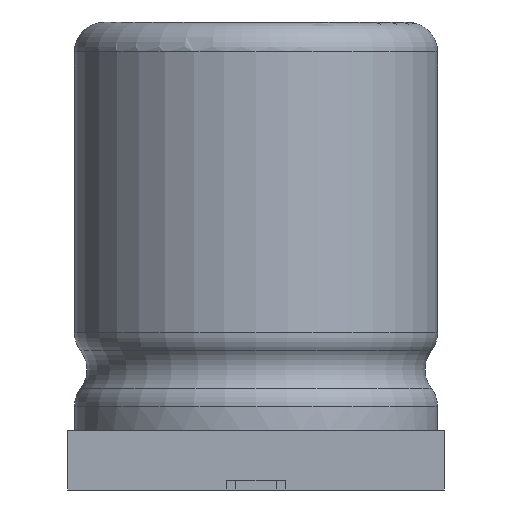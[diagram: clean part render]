
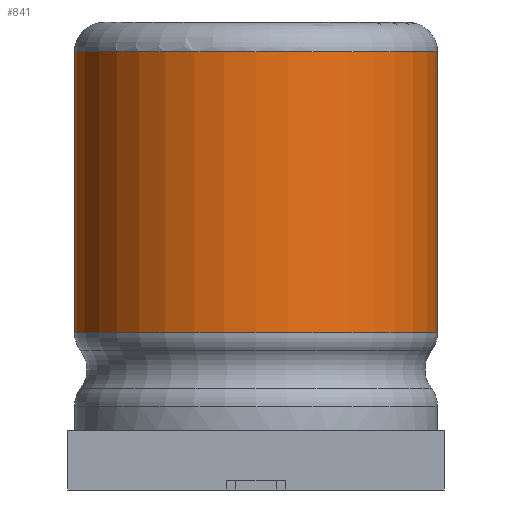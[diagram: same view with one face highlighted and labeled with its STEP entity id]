
A CAD part, front view. The second image highlights one B-rep face of the part: STEP entity #841.
In plain terms, the highlighted cylindrical face has radius 4 mm (diameter 8 mm), a full revolution.
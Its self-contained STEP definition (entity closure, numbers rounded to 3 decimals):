
#86=FACE_OUTER_BOUND('',#131,.T.);
#131=EDGE_LOOP('',(#611,#612,#613,#614,#615,#616));
#175=LINE('',#1221,#275);
#275=VECTOR('',#993,4.);
#376=CIRCLE('',#905,4.);
#377=CIRCLE('',#906,4.);
#378=CIRCLE('',#908,4.);
#379=CIRCLE('',#909,4.);
#397=VERTEX_POINT('',#1214);
#398=VERTEX_POINT('',#1216);
#399=VERTEX_POINT('',#1220);
#400=VERTEX_POINT('',#1222);
#479=EDGE_CURVE('',#397,#398,#376,.T.);
#480=EDGE_CURVE('',#398,#397,#377,.T.);
#481=EDGE_CURVE('',#398,#399,#175,.T.);
#482=EDGE_CURVE('',#400,#399,#378,.T.);
#483=EDGE_CURVE('',#399,#400,#379,.T.);
#611=ORIENTED_EDGE('',*,*,#480,.F.);
#612=ORIENTED_EDGE('',*,*,#481,.T.);
#613=ORIENTED_EDGE('',*,*,#482,.F.);
#614=ORIENTED_EDGE('',*,*,#483,.F.);
#615=ORIENTED_EDGE('',*,*,#481,.F.);
#616=ORIENTED_EDGE('',*,*,#479,.F.);
#834=CYLINDRICAL_SURFACE('',#907,4.);
#841=ADVANCED_FACE('',(#86),#834,.T.);
#905=AXIS2_PLACEMENT_3D('',#1217,#987,#988);
#906=AXIS2_PLACEMENT_3D('',#1218,#989,#990);
#907=AXIS2_PLACEMENT_3D('',#1219,#991,#992);
#908=AXIS2_PLACEMENT_3D('',#1223,#994,#995);
#909=AXIS2_PLACEMENT_3D('',#1224,#996,#997);
#987=DIRECTION('center_axis',(0.,0.,1.));
#988=DIRECTION('ref_axis',(-1.,0.,0.));
#989=DIRECTION('center_axis',(0.,0.,1.));
#990=DIRECTION('ref_axis',(-1.,0.,0.));
#991=DIRECTION('center_axis',(0.,0.,1.));
#992=DIRECTION('ref_axis',(-1.,0.,0.));
#993=DIRECTION('',(0.,0.,-1.));
#994=DIRECTION('center_axis',(0.,0.,-1.));
#995=DIRECTION('ref_axis',(-1.,0.,0.));
#996=DIRECTION('center_axis',(0.,0.,-1.));
#997=DIRECTION('ref_axis',(-1.,0.,0.));
#1214=CARTESIAN_POINT('',(0.15,4.15,9.65));
#1216=CARTESIAN_POINT('',(8.15,4.15,9.65));
#1217=CARTESIAN_POINT('Origin',(4.15,4.15,9.65));
#1218=CARTESIAN_POINT('Origin',(4.15,4.15,9.65));
#1219=CARTESIAN_POINT('Origin',(4.15,4.15,0.3));
#1220=CARTESIAN_POINT('',(8.15,4.15,3.463));
#1221=CARTESIAN_POINT('',(8.15,4.15,0.3));
#1222=CARTESIAN_POINT('',(0.15,4.15,3.463));
#1223=CARTESIAN_POINT('Origin',(4.15,4.15,3.463));
#1224=CARTESIAN_POINT('Origin',(4.15,4.15,3.463));
